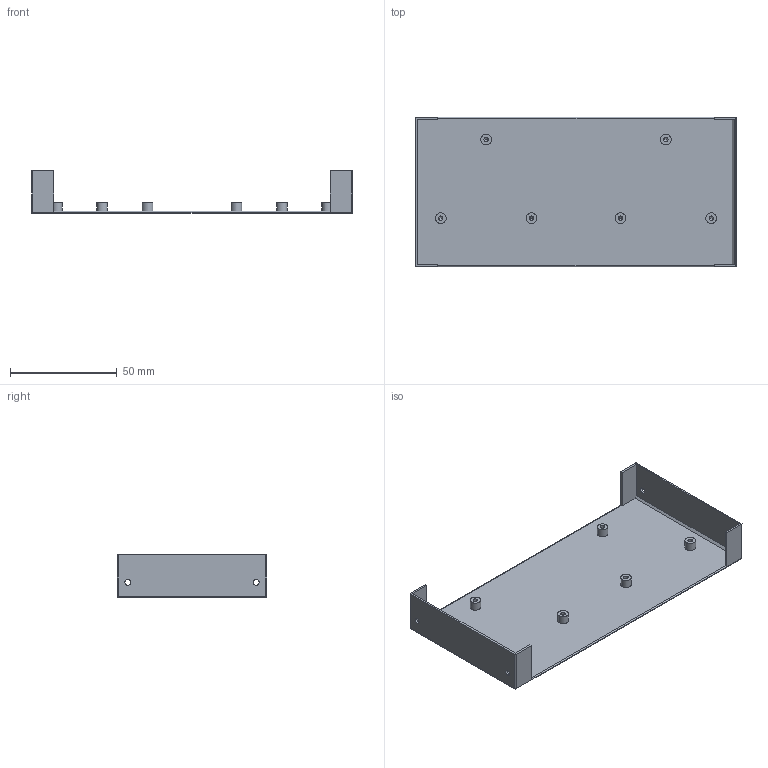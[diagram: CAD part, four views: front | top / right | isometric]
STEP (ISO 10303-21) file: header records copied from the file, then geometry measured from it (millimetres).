
FILE_DESCRIPTION (( 'STEP AP203' ), '1' );
FILE_NAME ('base.STEP', '2024-11-01T05:55:29', ( '' ), ( '' ), 'SwSTEP 2.0', 'SolidWorks 2022', '' );
FILE_SCHEMA (( 'CONFIG_CONTROL_DESIGN' ));
Length unit declared in the file: millimetre
Products named in the file (1): base
Bounding box: 150 x 70 x 20 mm (x, y, z)
Volume: 14289.5 mm3; surface area: 28500 mm2
Topology: 1 solids, 1 shells, 99 faces, 235 edges, 134 vertices
Faces by surface type: cylinder 43, plane 28, cone 24, sphere 4
Entity records: 2812 total; most frequent: DIRECTION 511, CARTESIAN_POINT 459, ORIENTED_EDGE 438, EDGE_CURVE 219, AXIS2_PLACEMENT_3D 194, VERTEX_POINT 134, LINE 123, VECTOR 123
